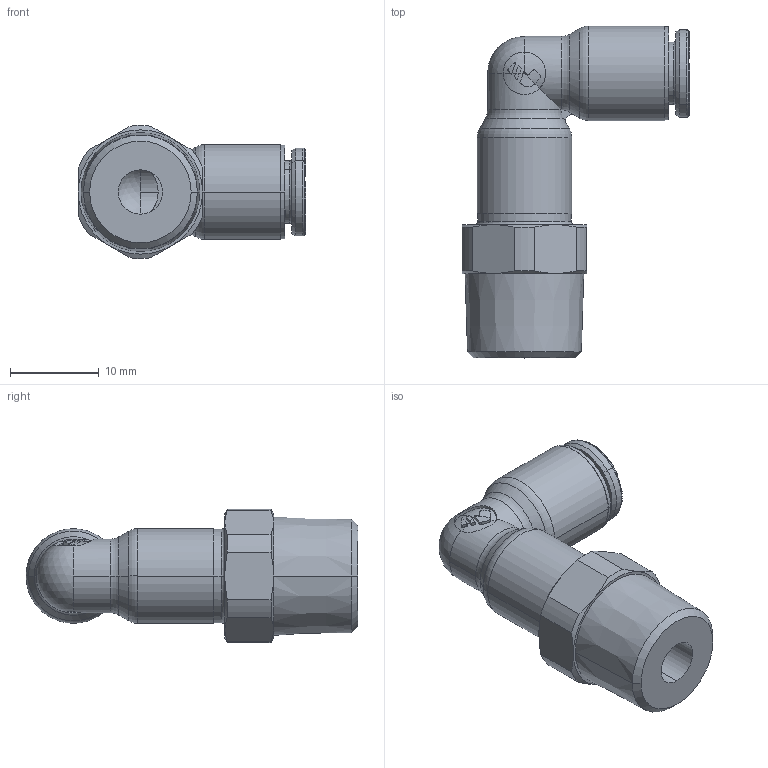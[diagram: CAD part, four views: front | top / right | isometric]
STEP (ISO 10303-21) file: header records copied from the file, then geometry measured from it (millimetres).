
FILE_DESCRIPTION(('STEP AP214'),'1');
FILE_NAME('6809_06_13.stp','2016-07-07T14:43:09',('TraceParts'),('TraceParts S.A.'),'Spatial InterOp 3D',' ',' ');
FILE_SCHEMA(('automotive_design'));
Length unit declared in the file: millimetre
Products named in the file (8): 6809 06 13|44106-64_ASM_1236#44106-64_ASM|44106-26_1232#44106-26;Solide1; 6809 06 13|44106-64_ASM_1236#44106-64_ASM|44106_1233#44106;Solide1; 6809 06 13|44106-64_ASM_1236#44106-64_ASM|44106-27_1234#44106-27;Solide1; 6809 06 13|44106-64_ASM_1236#44106-64_ASM|44126-20_1235#44126-20;Solide1; 6809 06 13|44516-02_1231#44516-02;Solide1; 6809 06 13|44106-11-10-ASM_1237#44106-11-10-ASM;Solide1; 6809 06 13|44106-11-10-ASM_1238#44106-11-10-ASM;Solide1; 6809 06 13|44310-17-69_1239#44310-17-69;Solide1
Bounding box: 25.62 x 37.38 x 14.98 mm (x, y, z)
Volume: 3568 mm3; surface area: 4713.6 mm2
Topology: 8 solids, 8 shells, 747 faces, 1978 edges, 1265 vertices
Faces by surface type: plane 330, cylinder 149, cone 109, torus 89, bspline 58, sphere 12
Entity records: 33106 total; most frequent: CARTESIAN_POINT 8351, ORIENTED_EDGE 3952, DIRECTION 3916, EDGE_CURVE 1976, AXIS2_PLACEMENT_3D 1443, VERTEX_POINT 1265, LINE 1030, VECTOR 1030
